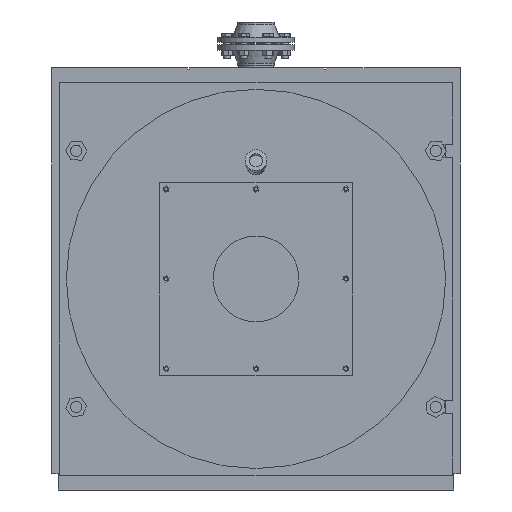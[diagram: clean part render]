
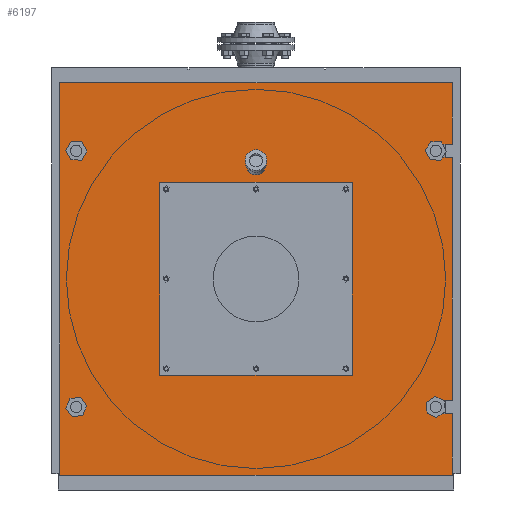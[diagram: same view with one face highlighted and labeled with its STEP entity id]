
A CAD part, front view. The second image highlights one B-rep face of the part: STEP entity #6197.
In plain terms, the highlighted face is planar.
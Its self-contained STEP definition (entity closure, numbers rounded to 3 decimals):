
#311=ELLIPSE('',#6838,29.505,28.5);
#312=ELLIPSE('',#6839,29.505,28.5);
#382=FACE_BOUND('',#1235,.T.);
#383=FACE_BOUND('',#1236,.T.);
#384=FACE_BOUND('',#1237,.T.);
#385=FACE_BOUND('',#1238,.T.);
#544=PLANE('',#6835);
#823=FACE_OUTER_BOUND('',#1234,.T.);
#1234=EDGE_LOOP('',(#4941,#4942,#4943,#4944,#4945,#4946,#4947,#4948,#4949,
#4950,#4951,#4952));
#1235=EDGE_LOOP('',(#4953,#4954,#4955));
#1236=EDGE_LOOP('',(#4956,#4957,#4958,#4959));
#1237=EDGE_LOOP('',(#4960,#4961));
#1238=EDGE_LOOP('',(#4962,#4963));
#1605=CIRCLE('',#6836,20.);
#1606=CIRCLE('',#6837,20.);
#1607=CIRCLE('',#6840,20.);
#1608=CIRCLE('',#6841,20.);
#1609=CIRCLE('',#6842,20.);
#1610=CIRCLE('',#6843,20.);
#1963=LINE('',#9926,#2480);
#1967=LINE('',#9933,#2484);
#1969=LINE('',#9938,#2486);
#1972=LINE('',#9944,#2489);
#2081=LINE('',#10206,#2598);
#2084=LINE('',#10211,#2601);
#2086=LINE('',#10215,#2603);
#2088=LINE('',#10218,#2605);
#2093=LINE('',#10247,#2610);
#2094=LINE('',#10251,#2611);
#2095=LINE('',#10253,#2612);
#2096=LINE('',#10255,#2613);
#2097=LINE('',#10259,#2614);
#2098=LINE('',#10260,#2615);
#2099=LINE('',#10266,#2616);
#2480=VECTOR('',#7783,10.);
#2484=VECTOR('',#7789,10.);
#2486=VECTOR('',#7793,10.);
#2489=VECTOR('',#7798,10.);
#2598=VECTOR('',#7987,10.);
#2601=VECTOR('',#7992,10.);
#2603=VECTOR('',#7996,10.);
#2605=VECTOR('',#8000,10.);
#2610=VECTOR('',#8037,10.);
#2611=VECTOR('',#8040,10.);
#2612=VECTOR('',#8041,10.);
#2613=VECTOR('',#8042,10.);
#2614=VECTOR('',#8045,10.);
#2615=VECTOR('',#8046,10.);
#2616=VECTOR('',#8051,10.);
#2985=VERTEX_POINT('',#9923);
#2986=VERTEX_POINT('',#9925);
#2988=VERTEX_POINT('',#9931);
#2990=VERTEX_POINT('',#9936);
#2992=VERTEX_POINT('',#9943);
#3104=VERTEX_POINT('',#10204);
#3105=VERTEX_POINT('',#10205);
#3106=VERTEX_POINT('',#10210);
#3107=VERTEX_POINT('',#10214);
#3115=VERTEX_POINT('',#10246);
#3116=VERTEX_POINT('',#10248);
#3117=VERTEX_POINT('',#10250);
#3118=VERTEX_POINT('',#10252);
#3119=VERTEX_POINT('',#10254);
#3120=VERTEX_POINT('',#10256);
#3121=VERTEX_POINT('',#10258);
#3122=VERTEX_POINT('',#10261);
#3123=VERTEX_POINT('',#10262);
#3124=VERTEX_POINT('',#10264);
#3125=VERTEX_POINT('',#10267);
#3126=VERTEX_POINT('',#10268);
#3127=VERTEX_POINT('',#10271);
#3128=VERTEX_POINT('',#10272);
#3634=EDGE_CURVE('',#2986,#2985,#1963,.T.);
#3638=EDGE_CURVE('',#2985,#2988,#1967,.T.);
#3640=EDGE_CURVE('',#2988,#2990,#1969,.T.);
#3643=EDGE_CURVE('',#2992,#2986,#1972,.T.);
#3770=EDGE_CURVE('',#3104,#3105,#2081,.T.);
#3773=EDGE_CURVE('',#3106,#3104,#2084,.T.);
#3775=EDGE_CURVE('',#3107,#3106,#2086,.T.);
#3777=EDGE_CURVE('',#3105,#3107,#2088,.T.);
#3789=EDGE_CURVE('',#2990,#3115,#2093,.T.);
#3790=EDGE_CURVE('',#3115,#3116,#1605,.T.);
#3791=EDGE_CURVE('',#3116,#3117,#2094,.T.);
#3792=EDGE_CURVE('',#3117,#3118,#2095,.T.);
#3793=EDGE_CURVE('',#3118,#3119,#2096,.T.);
#3794=EDGE_CURVE('',#3119,#3120,#1606,.T.);
#3795=EDGE_CURVE('',#3120,#3121,#2097,.T.);
#3796=EDGE_CURVE('',#3121,#2992,#2098,.T.);
#3797=EDGE_CURVE('',#3122,#3123,#311,.T.);
#3798=EDGE_CURVE('',#3123,#3124,#312,.T.);
#3799=EDGE_CURVE('',#3124,#3122,#2099,.T.);
#3800=EDGE_CURVE('',#3125,#3126,#1607,.T.);
#3801=EDGE_CURVE('',#3126,#3125,#1608,.T.);
#3802=EDGE_CURVE('',#3127,#3128,#1609,.T.);
#3803=EDGE_CURVE('',#3128,#3127,#1610,.T.);
#4941=ORIENTED_EDGE('',*,*,#3789,.T.);
#4942=ORIENTED_EDGE('',*,*,#3790,.T.);
#4943=ORIENTED_EDGE('',*,*,#3791,.T.);
#4944=ORIENTED_EDGE('',*,*,#3792,.T.);
#4945=ORIENTED_EDGE('',*,*,#3793,.T.);
#4946=ORIENTED_EDGE('',*,*,#3794,.T.);
#4947=ORIENTED_EDGE('',*,*,#3795,.T.);
#4948=ORIENTED_EDGE('',*,*,#3796,.T.);
#4949=ORIENTED_EDGE('',*,*,#3643,.T.);
#4950=ORIENTED_EDGE('',*,*,#3634,.T.);
#4951=ORIENTED_EDGE('',*,*,#3638,.T.);
#4952=ORIENTED_EDGE('',*,*,#3640,.T.);
#4953=ORIENTED_EDGE('',*,*,#3797,.T.);
#4954=ORIENTED_EDGE('',*,*,#3798,.T.);
#4955=ORIENTED_EDGE('',*,*,#3799,.T.);
#4956=ORIENTED_EDGE('',*,*,#3777,.T.);
#4957=ORIENTED_EDGE('',*,*,#3775,.T.);
#4958=ORIENTED_EDGE('',*,*,#3773,.T.);
#4959=ORIENTED_EDGE('',*,*,#3770,.T.);
#4960=ORIENTED_EDGE('',*,*,#3800,.T.);
#4961=ORIENTED_EDGE('',*,*,#3801,.T.);
#4962=ORIENTED_EDGE('',*,*,#3802,.T.);
#4963=ORIENTED_EDGE('',*,*,#3803,.T.);
#6197=ADVANCED_FACE('',(#823,#382,#383,#384,#385),#544,.T.);
#6835=AXIS2_PLACEMENT_3D('',#10245,#8035,#8036);
#6836=AXIS2_PLACEMENT_3D('',#10249,#8038,#8039);
#6837=AXIS2_PLACEMENT_3D('',#10257,#8043,#8044);
#6838=AXIS2_PLACEMENT_3D('',#10263,#8047,#8048);
#6839=AXIS2_PLACEMENT_3D('',#10265,#8049,#8050);
#6840=AXIS2_PLACEMENT_3D('',#10269,#8052,#8053);
#6841=AXIS2_PLACEMENT_3D('',#10270,#8054,#8055);
#6842=AXIS2_PLACEMENT_3D('',#10273,#8056,#8057);
#6843=AXIS2_PLACEMENT_3D('',#10274,#8058,#8059);
#7783=DIRECTION('',(0.,-1.,0.));
#7789=DIRECTION('',(1.,0.,0.));
#7793=DIRECTION('',(0.,1.,0.));
#7798=DIRECTION('',(-1.,0.,0.));
#7987=DIRECTION('',(0.,-1.,0.));
#7992=DIRECTION('',(1.,0.,0.));
#7996=DIRECTION('',(0.,1.,0.));
#8000=DIRECTION('',(-1.,0.,0.));
#8035=DIRECTION('center_axis',(0.,0.,1.));
#8036=DIRECTION('ref_axis',(1.,0.,0.));
#8037=DIRECTION('',(-1.,0.,0.));
#8038=DIRECTION('center_axis',(0.,0.,-1.));
#8039=DIRECTION('ref_axis',(0.,1.,0.));
#8040=DIRECTION('',(1.,0.,0.));
#8041=DIRECTION('',(0.,1.,0.));
#8042=DIRECTION('',(-1.,0.,0.));
#8043=DIRECTION('center_axis',(0.,0.,-1.));
#8044=DIRECTION('ref_axis',(0.,1.,0.));
#8045=DIRECTION('',(1.,0.,0.));
#8046=DIRECTION('',(0.,1.,0.));
#8047=DIRECTION('center_axis',(0.,0.,-1.));
#8048=DIRECTION('ref_axis',(0.,-1.,0.));
#8049=DIRECTION('center_axis',(0.,0.,-1.));
#8050=DIRECTION('ref_axis',(0.,-1.,0.));
#8051=DIRECTION('',(-1.,0.,0.));
#8052=DIRECTION('center_axis',(0.,0.,-1.));
#8053=DIRECTION('ref_axis',(1.,0.,0.));
#8054=DIRECTION('center_axis',(0.,0.,-1.));
#8055=DIRECTION('ref_axis',(1.,0.,0.));
#8056=DIRECTION('center_axis',(0.,0.,-1.));
#8057=DIRECTION('ref_axis',(1.,0.,0.));
#8058=DIRECTION('center_axis',(0.,0.,-1.));
#8059=DIRECTION('ref_axis',(1.,0.,0.));
#9923=CARTESIAN_POINT('',(-1215.,45.,208.9));
#9925=CARTESIAN_POINT('',(-1215.,1235.,208.9));
#9926=CARTESIAN_POINT('',(-1215.,1235.,208.9));
#9931=CARTESIAN_POINT('',(-25.,45.,208.9));
#9933=CARTESIAN_POINT('',(-1215.,45.,208.9));
#9936=CARTESIAN_POINT('',(-25.,231.667,208.9));
#9938=CARTESIAN_POINT('',(-25.,45.,208.9));
#9943=CARTESIAN_POINT('',(-25.,1235.,208.9));
#9944=CARTESIAN_POINT('',(-25.,1235.,208.9));
#10204=CARTESIAN_POINT('',(-327.5,932.5,208.9));
#10205=CARTESIAN_POINT('',(-327.5,347.5,208.9));
#10206=CARTESIAN_POINT('',(-327.5,493.75,208.9));
#10210=CARTESIAN_POINT('',(-912.5,932.5,208.9));
#10211=CARTESIAN_POINT('',(-473.75,932.5,208.9));
#10214=CARTESIAN_POINT('',(-912.5,347.5,208.9));
#10215=CARTESIAN_POINT('',(-912.5,786.25,208.9));
#10218=CARTESIAN_POINT('',(-766.25,347.5,208.9));
#10245=CARTESIAN_POINT('Origin',(-620.,640.,208.9));
#10246=CARTESIAN_POINT('',(-75.,231.667,208.9));
#10247=CARTESIAN_POINT('',(-322.5,231.667,208.9));
#10248=CARTESIAN_POINT('',(-75.,271.667,208.9));
#10249=CARTESIAN_POINT('Origin',(-75.,251.667,208.9));
#10250=CARTESIAN_POINT('',(-25.,271.667,208.9));
#10251=CARTESIAN_POINT('',(-347.5,271.667,208.9));
#10252=CARTESIAN_POINT('',(-25.,1008.333,208.9));
#10253=CARTESIAN_POINT('',(-25.,45.,208.9));
#10254=CARTESIAN_POINT('',(-75.,1008.333,208.9));
#10255=CARTESIAN_POINT('',(-322.5,1008.333,208.9));
#10256=CARTESIAN_POINT('',(-75.,1048.333,208.9));
#10257=CARTESIAN_POINT('Origin',(-75.,1028.333,208.9));
#10258=CARTESIAN_POINT('',(-25.,1048.333,208.9));
#10259=CARTESIAN_POINT('',(-347.5,1048.333,208.9));
#10260=CARTESIAN_POINT('',(-25.,45.,208.9));
#10261=CARTESIAN_POINT('',(-644.852,969.821,208.9));
#10262=CARTESIAN_POINT('',(-591.5,984.264,208.9));
#10263=CARTESIAN_POINT('Origin',(-620.,984.264,208.9));
#10264=CARTESIAN_POINT('',(-595.148,969.821,208.9));
#10265=CARTESIAN_POINT('Origin',(-620.,984.264,208.9));
#10266=CARTESIAN_POINT('',(-620.,969.821,208.9));
#10267=CARTESIAN_POINT('',(-1145.,251.667,208.9));
#10268=CARTESIAN_POINT('',(-1185.,251.667,208.9));
#10269=CARTESIAN_POINT('Origin',(-1165.,251.667,208.9));
#10270=CARTESIAN_POINT('Origin',(-1165.,251.667,208.9));
#10271=CARTESIAN_POINT('',(-1145.,1028.333,208.9));
#10272=CARTESIAN_POINT('',(-1185.,1028.333,208.9));
#10273=CARTESIAN_POINT('Origin',(-1165.,1028.333,208.9));
#10274=CARTESIAN_POINT('Origin',(-1165.,1028.333,208.9));
